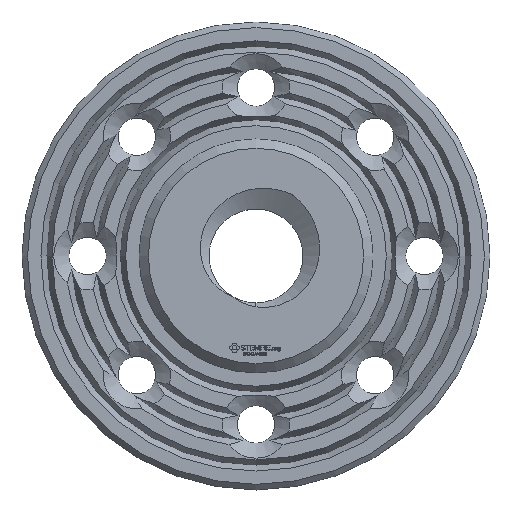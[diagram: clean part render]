
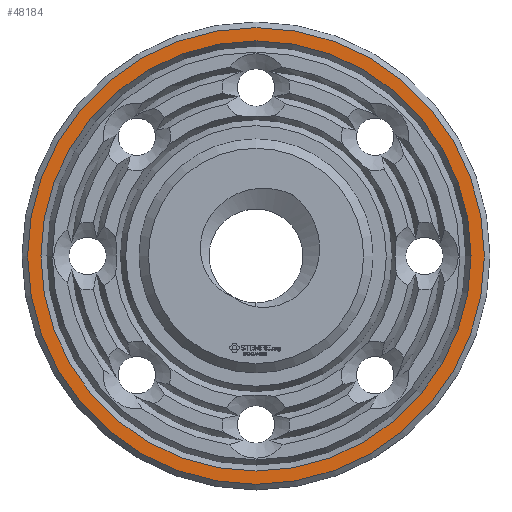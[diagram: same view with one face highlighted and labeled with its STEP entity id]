
A CAD part, top view. The second image highlights one B-rep face of the part: STEP entity #48184.
In plain terms, the highlighted planar face has unit normal (0, 0, 1).
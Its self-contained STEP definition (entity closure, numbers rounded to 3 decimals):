
#33829 = CONICAL_SURFACE('',#33830,11.19,0.54);
#33830 = AXIS2_PLACEMENT_3D('',#33831,#33832,#33833);
#33831 = CARTESIAN_POINT('',(0.,0.,1.063));
#33832 = DIRECTION('',(0.,0.,1.));
#33833 = DIRECTION('',(1.,0.,0.));
#42107 = VERTEX_POINT('',#42108);
#42108 = CARTESIAN_POINT('',(11.49,0.,
    1.563));
#42129 = EDGE_CURVE('',#42107,#42107,#42130,.T.);
#42130 = SURFACE_CURVE('',#42131,(#42136,#42143),.PCURVE_S1.);
#42131 = CIRCLE('',#42132,11.49);
#42132 = AXIS2_PLACEMENT_3D('',#42133,#42134,#42135);
#42133 = CARTESIAN_POINT('',(0.,0.,1.563));
#42134 = DIRECTION('',(0.,0.,-1.));
#42135 = DIRECTION('',(1.,0.,0.));
#42136 = PCURVE('',#33829,#42137);
#42137 = DEFINITIONAL_REPRESENTATION('',(#42138),#42142);
#42138 = LINE('',#42139,#42140);
#42139 = CARTESIAN_POINT('',(-0.,0.5));
#42140 = VECTOR('',#42141,1.);
#42141 = DIRECTION('',(-1.,0.));
#42142 = ( GEOMETRIC_REPRESENTATION_CONTEXT(2) 
PARAMETRIC_REPRESENTATION_CONTEXT() REPRESENTATION_CONTEXT('2D SPACE',''
  ) );
#42143 = PCURVE('',#42144,#42149);
#42144 = PLANE('',#42145);
#42145 = AXIS2_PLACEMENT_3D('',#42146,#42147,#42148);
#42146 = CARTESIAN_POINT('',(0.,0.,1.563));
#42147 = DIRECTION('',(0.,0.,-1.));
#42148 = DIRECTION('',(1.,0.,0.));
#42149 = DEFINITIONAL_REPRESENTATION('',(#42150),#42154);
#42150 = CIRCLE('',#42151,11.49);
#42151 = AXIS2_PLACEMENT_2D('',#42152,#42153);
#42152 = CARTESIAN_POINT('',(0.,0.));
#42153 = DIRECTION('',(1.,-0.));
#42154 = ( GEOMETRIC_REPRESENTATION_CONTEXT(2) 
PARAMETRIC_REPRESENTATION_CONTEXT() REPRESENTATION_CONTEXT('2D SPACE',''
  ) );
#48184 = ADVANCED_FACE('',(#48185,#48188),#42144,.F.);
#48185 = FACE_BOUND('',#48186,.T.);
#48186 = EDGE_LOOP('',(#48187));
#48187 = ORIENTED_EDGE('',*,*,#42129,.T.);
#48188 = FACE_BOUND('',#48189,.T.);
#48189 = EDGE_LOOP('',(#48190));
#48190 = ORIENTED_EDGE('',*,*,#48191,.F.);
#48191 = EDGE_CURVE('',#48192,#48192,#48194,.T.);
#48192 = VERTEX_POINT('',#48193);
#48193 = CARTESIAN_POINT('',(12.2,0.,
    1.563));
#48194 = SURFACE_CURVE('',#48195,(#48200,#48207),.PCURVE_S1.);
#48195 = CIRCLE('',#48196,12.2);
#48196 = AXIS2_PLACEMENT_3D('',#48197,#48198,#48199);
#48197 = CARTESIAN_POINT('',(0.,0.,1.563));
#48198 = DIRECTION('',(0.,0.,-1.));
#48199 = DIRECTION('',(1.,0.,0.));
#48200 = PCURVE('',#42144,#48201);
#48201 = DEFINITIONAL_REPRESENTATION('',(#48202),#48206);
#48202 = CIRCLE('',#48203,12.2);
#48203 = AXIS2_PLACEMENT_2D('',#48204,#48205);
#48204 = CARTESIAN_POINT('',(0.,0.));
#48205 = DIRECTION('',(1.,-0.));
#48206 = ( GEOMETRIC_REPRESENTATION_CONTEXT(2) 
PARAMETRIC_REPRESENTATION_CONTEXT() REPRESENTATION_CONTEXT('2D SPACE',''
  ) );
#48207 = PCURVE('',#48208,#48213);
#48208 = CONICAL_SURFACE('',#48209,12.2,0.785);
#48209 = AXIS2_PLACEMENT_3D('',#48210,#48211,#48212);
#48210 = CARTESIAN_POINT('',(0.,0.,1.563));
#48211 = DIRECTION('',(0.,0.,-1.));
#48212 = DIRECTION('',(1.,0.,0.));
#48213 = DEFINITIONAL_REPRESENTATION('',(#48214),#48218);
#48214 = LINE('',#48215,#48216);
#48215 = CARTESIAN_POINT('',(0.,0.));
#48216 = VECTOR('',#48217,1.);
#48217 = DIRECTION('',(1.,0.));
#48218 = ( GEOMETRIC_REPRESENTATION_CONTEXT(2) 
PARAMETRIC_REPRESENTATION_CONTEXT() REPRESENTATION_CONTEXT('2D SPACE',''
  ) );
